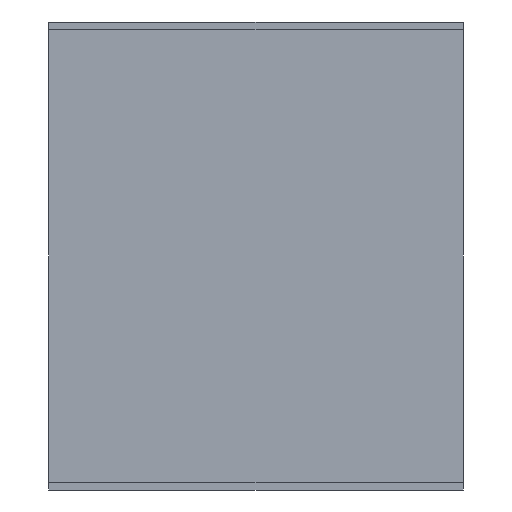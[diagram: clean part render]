
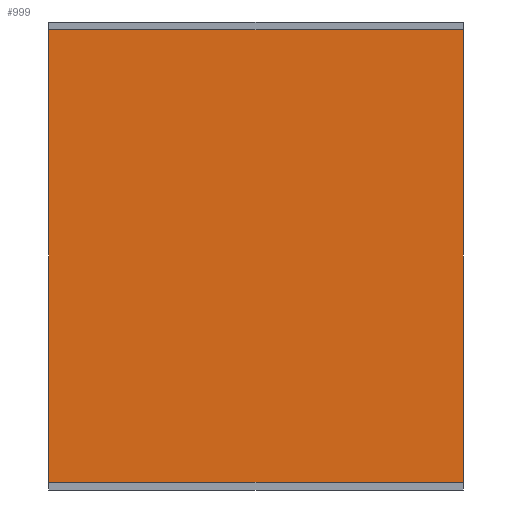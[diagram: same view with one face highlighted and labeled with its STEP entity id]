
A CAD part, front view. The second image highlights one B-rep face of the part: STEP entity #999.
In plain terms, the highlighted planar face has unit normal (0, -1, 0).
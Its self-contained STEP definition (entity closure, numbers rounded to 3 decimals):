
#115=FACE_OUTER_BOUND('',#169,.T.);
#169=EDGE_LOOP('',(#755,#756,#757,#758));
#285=LINE('',#1571,#397);
#286=LINE('',#1574,#398);
#287=LINE('',#1576,#399);
#288=LINE('',#1577,#400);
#397=VECTOR('',#1267,10.);
#398=VECTOR('',#1270,10.);
#399=VECTOR('',#1271,10.);
#400=VECTOR('',#1272,10.);
#487=VERTEX_POINT('',#1567);
#488=VERTEX_POINT('',#1569);
#489=VERTEX_POINT('',#1573);
#490=VERTEX_POINT('',#1575);
#597=EDGE_CURVE('',#487,#488,#285,.T.);
#598=EDGE_CURVE('',#489,#487,#286,.T.);
#599=EDGE_CURVE('',#490,#488,#287,.T.);
#600=EDGE_CURVE('',#489,#490,#288,.T.);
#755=ORIENTED_EDGE('',*,*,#598,.T.);
#756=ORIENTED_EDGE('',*,*,#597,.T.);
#757=ORIENTED_EDGE('',*,*,#599,.F.);
#758=ORIENTED_EDGE('',*,*,#600,.F.);
#961=PLANE('',#1092);
#999=ADVANCED_FACE('',(#115),#961,.T.);
#1092=AXIS2_PLACEMENT_3D('',#1572,#1268,#1269);
#1267=DIRECTION('',(0.,0.,1.));
#1268=DIRECTION('center_axis',(0.,-1.,0.));
#1269=DIRECTION('ref_axis',(1.,0.,0.));
#1270=DIRECTION('',(1.,0.,0.));
#1271=DIRECTION('',(1.,0.,0.));
#1272=DIRECTION('',(0.,0.,1.));
#1567=CARTESIAN_POINT('',(82.8,0.,0.));
#1569=CARTESIAN_POINT('',(82.8,0.,90.5));
#1571=CARTESIAN_POINT('',(82.8,0.,0.));
#1572=CARTESIAN_POINT('Origin',(0.,0.,0.));
#1573=CARTESIAN_POINT('',(0.,0.,0.));
#1574=CARTESIAN_POINT('',(0.,0.,0.));
#1575=CARTESIAN_POINT('',(0.,0.,90.5));
#1576=CARTESIAN_POINT('',(0.,0.,90.5));
#1577=CARTESIAN_POINT('',(0.,0.,0.));
